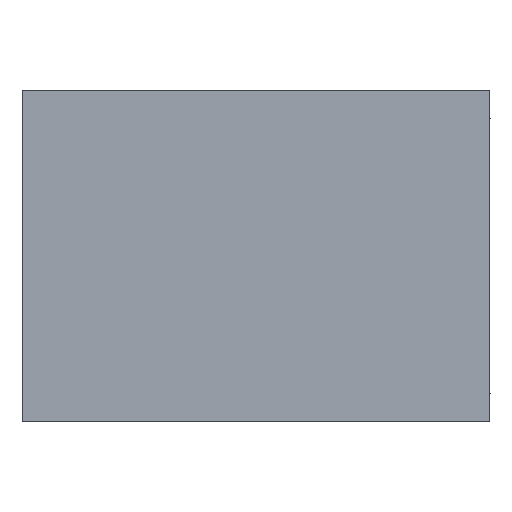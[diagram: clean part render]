
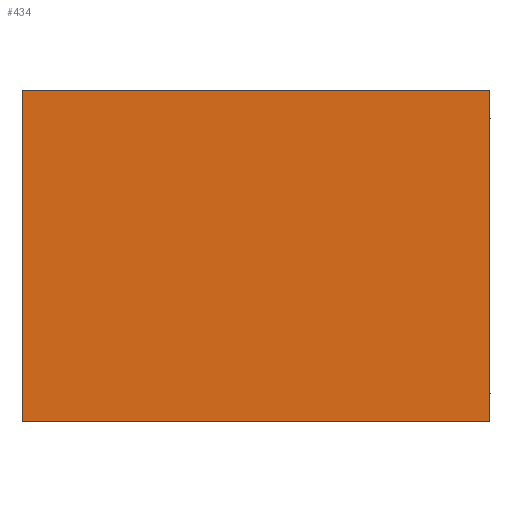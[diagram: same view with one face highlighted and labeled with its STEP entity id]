
A CAD part, front view. The second image highlights one B-rep face of the part: STEP entity #434.
In plain terms, the highlighted planar face has unit normal (0, -1, 0).
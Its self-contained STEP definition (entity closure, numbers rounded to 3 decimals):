
#32=PLANE('',#478);
#54=FACE_OUTER_BOUND('',#76,.T.);
#76=EDGE_LOOP('',(#405,#406,#407,#408));
#121=LINE('',#702,#173);
#124=LINE('',#707,#176);
#126=LINE('',#711,#178);
#128=LINE('',#714,#180);
#173=VECTOR('',#577,10.);
#176=VECTOR('',#582,10.);
#178=VECTOR('',#586,10.);
#180=VECTOR('',#590,10.);
#225=VERTEX_POINT('',#700);
#226=VERTEX_POINT('',#701);
#227=VERTEX_POINT('',#706);
#228=VERTEX_POINT('',#710);
#281=EDGE_CURVE('',#225,#226,#121,.T.);
#284=EDGE_CURVE('',#226,#227,#124,.T.);
#286=EDGE_CURVE('',#227,#228,#126,.T.);
#288=EDGE_CURVE('',#228,#225,#128,.T.);
#405=ORIENTED_EDGE('',*,*,#288,.T.);
#406=ORIENTED_EDGE('',*,*,#281,.T.);
#407=ORIENTED_EDGE('',*,*,#284,.T.);
#408=ORIENTED_EDGE('',*,*,#286,.T.);
#434=ADVANCED_FACE('',(#54),#32,.F.);
#478=AXIS2_PLACEMENT_3D('',#715,#591,#592);
#577=DIRECTION('',(0.,0.,-1.));
#582=DIRECTION('',(1.,0.,0.));
#586=DIRECTION('',(0.,0.,1.));
#590=DIRECTION('',(-1.,0.,0.));
#591=DIRECTION('center_axis',(0.,1.,0.));
#592=DIRECTION('ref_axis',(1.,0.,0.));
#700=CARTESIAN_POINT('',(-25.,0.,58.));
#701=CARTESIAN_POINT('',(-25.,0.,-25.));
#702=CARTESIAN_POINT('',(-25.,0.,58.));
#706=CARTESIAN_POINT('',(92.,0.,-25.));
#707=CARTESIAN_POINT('',(-25.,0.,-25.));
#710=CARTESIAN_POINT('',(92.,0.,58.));
#711=CARTESIAN_POINT('',(92.,0.,-25.));
#714=CARTESIAN_POINT('',(92.,0.,58.));
#715=CARTESIAN_POINT('Origin',(33.5,0.,16.5));
